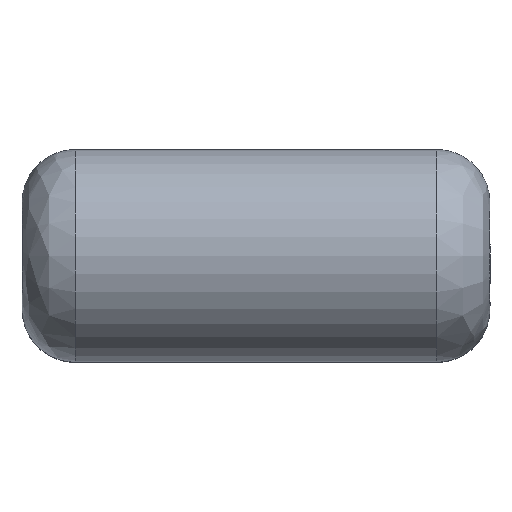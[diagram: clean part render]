
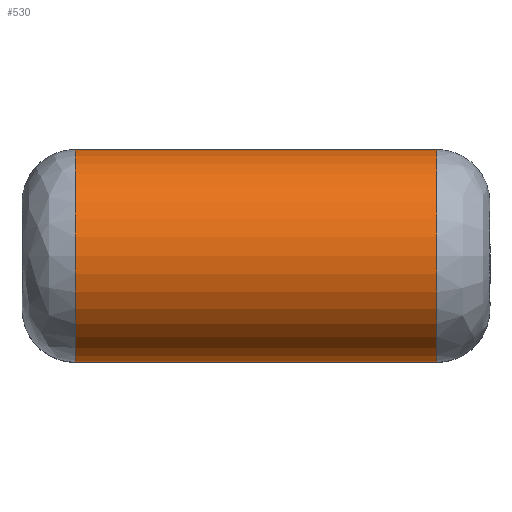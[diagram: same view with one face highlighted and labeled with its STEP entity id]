
A CAD part, top view. The second image highlights one B-rep face of the part: STEP entity #530.
In plain terms, the highlighted cylindrical face has radius 2 mm (diameter 4 mm), a partial arc.
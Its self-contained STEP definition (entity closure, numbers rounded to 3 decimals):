
#3 = CARTESIAN_POINT ( 'NONE',  ( -3.4, 2., 6. ) ) ;
#50 = EDGE_CURVE ( 'NONE', #378, #892, #460, .T. ) ;
#52 = ORIENTED_EDGE ( 'NONE', *, *, #550, .T. ) ;
#68 = VECTOR ( 'NONE', #878, 1000. ) ;
#107 = DIRECTION ( 'NONE',  ( -1., 0., 0. ) ) ;
#183 = EDGE_LOOP ( 'NONE', ( #726, #570, #396, #52 ) ) ;
#237 = DIRECTION ( 'NONE',  ( 0., 0., -1. ) ) ;
#239 = CIRCLE ( 'NONE', #426, 2. ) ;
#289 = VERTEX_POINT ( 'NONE', #3 ) ;
#299 = CARTESIAN_POINT ( 'NONE',  ( 4.4, 0., 6. ) ) ;
#304 = DIRECTION ( 'NONE',  ( 1., 0., 0. ) ) ;
#323 = DIRECTION ( 'NONE',  ( 0., 0., -1. ) ) ;
#336 = CARTESIAN_POINT ( 'NONE',  ( 3.4, 2., 6. ) ) ;
#378 = VERTEX_POINT ( 'NONE', #576 ) ;
#396 = ORIENTED_EDGE ( 'NONE', *, *, #686, .F. ) ;
#426 = AXIS2_PLACEMENT_3D ( 'NONE', #525, #656, #237 ) ;
#457 = CARTESIAN_POINT ( 'NONE',  ( 4.4, 2., 6. ) ) ;
#460 = CIRCLE ( 'NONE', #771, 2. ) ;
#484 = VECTOR ( 'NONE', #923, 1000. ) ;
#525 = CARTESIAN_POINT ( 'NONE',  ( -3.4, 0., 6. ) ) ;
#530 = ADVANCED_FACE ( 'NONE', ( #792 ), #732, .T. ) ;
#547 = AXIS2_PLACEMENT_3D ( 'NONE', #299, #304, #644 ) ;
#550 = EDGE_CURVE ( 'NONE', #289, #579, #239, .T. ) ;
#570 = ORIENTED_EDGE ( 'NONE', *, *, #50, .T. ) ;
#576 = CARTESIAN_POINT ( 'NONE',  ( 3.4, -2., 6. ) ) ;
#579 = VERTEX_POINT ( 'NONE', #586 ) ;
#586 = CARTESIAN_POINT ( 'NONE',  ( -3.4, -2., 6. ) ) ;
#644 = DIRECTION ( 'NONE',  ( 0., 0., -1. ) ) ;
#656 = DIRECTION ( 'NONE',  ( 1., 0., 0. ) ) ;
#686 = EDGE_CURVE ( 'NONE', #289, #892, #742, .T. ) ;
#714 = CARTESIAN_POINT ( 'NONE',  ( 4.4, -2., 6. ) ) ;
#726 = ORIENTED_EDGE ( 'NONE', *, *, #925, .T. ) ;
#732 = CYLINDRICAL_SURFACE ( 'NONE', #547, 2. ) ;
#742 = LINE ( 'NONE', #457, #68 ) ;
#744 = CARTESIAN_POINT ( 'NONE',  ( 3.4, 0., 6. ) ) ;
#771 = AXIS2_PLACEMENT_3D ( 'NONE', #744, #107, #323 ) ;
#792 = FACE_OUTER_BOUND ( 'NONE', #183, .T. ) ;
#854 = LINE ( 'NONE', #714, #484 ) ;
#878 = DIRECTION ( 'NONE',  ( 1., 0., 0. ) ) ;
#892 = VERTEX_POINT ( 'NONE', #336 ) ;
#923 = DIRECTION ( 'NONE',  ( 1., 0., 0. ) ) ;
#925 = EDGE_CURVE ( 'NONE', #579, #378, #854, .T. ) ;
